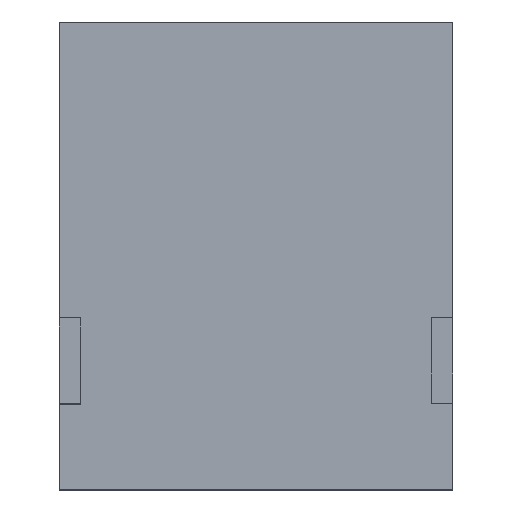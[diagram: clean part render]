
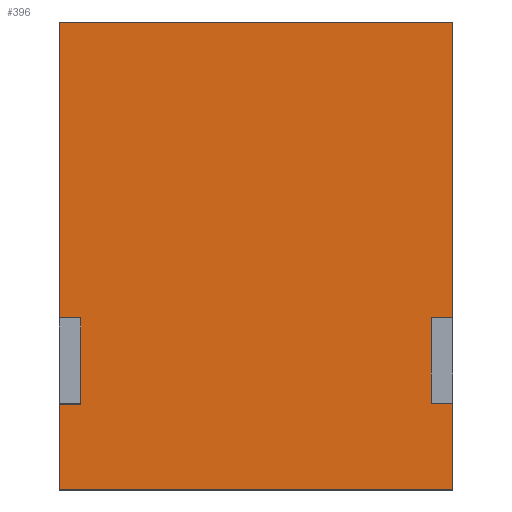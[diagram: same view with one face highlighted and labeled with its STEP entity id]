
A CAD part, top view. The second image highlights one B-rep face of the part: STEP entity #396.
In plain terms, the highlighted planar face has unit normal (0, 0, 1).
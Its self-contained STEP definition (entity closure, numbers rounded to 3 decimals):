
#32=FACE_OUTER_BOUND('',#54,.T.);
#54=EDGE_LOOP('',(#291,#292,#293,#294,#295,#296,#297,#298,#299,#300,#301,
#302));
#87=LINE('',#585,#137);
#89=LINE('',#589,#139);
#90=LINE('',#591,#140);
#91=LINE('',#593,#141);
#92=LINE('',#595,#142);
#93=LINE('',#597,#143);
#94=LINE('',#599,#144);
#95=LINE('',#601,#145);
#96=LINE('',#603,#146);
#97=LINE('',#605,#147);
#98=LINE('',#607,#148);
#99=LINE('',#608,#149);
#137=VECTOR('',#478,10.);
#139=VECTOR('',#482,10.);
#140=VECTOR('',#483,10.);
#141=VECTOR('',#484,10.);
#142=VECTOR('',#485,10.);
#143=VECTOR('',#486,10.);
#144=VECTOR('',#487,10.);
#145=VECTOR('',#488,10.);
#146=VECTOR('',#489,10.);
#147=VECTOR('',#490,10.);
#148=VECTOR('',#491,10.);
#149=VECTOR('',#492,10.);
#183=VERTEX_POINT('',#582);
#184=VERTEX_POINT('',#584);
#185=VERTEX_POINT('',#588);
#186=VERTEX_POINT('',#590);
#187=VERTEX_POINT('',#592);
#188=VERTEX_POINT('',#594);
#189=VERTEX_POINT('',#596);
#190=VERTEX_POINT('',#598);
#191=VERTEX_POINT('',#600);
#192=VERTEX_POINT('',#602);
#193=VERTEX_POINT('',#604);
#194=VERTEX_POINT('',#606);
#223=EDGE_CURVE('',#184,#183,#87,.T.);
#225=EDGE_CURVE('',#183,#185,#89,.T.);
#226=EDGE_CURVE('',#185,#186,#90,.T.);
#227=EDGE_CURVE('',#186,#187,#91,.T.);
#228=EDGE_CURVE('',#187,#188,#92,.T.);
#229=EDGE_CURVE('',#188,#189,#93,.T.);
#230=EDGE_CURVE('',#189,#190,#94,.T.);
#231=EDGE_CURVE('',#190,#191,#95,.T.);
#232=EDGE_CURVE('',#191,#192,#96,.T.);
#233=EDGE_CURVE('',#192,#193,#97,.T.);
#234=EDGE_CURVE('',#193,#194,#98,.T.);
#235=EDGE_CURVE('',#194,#184,#99,.T.);
#291=ORIENTED_EDGE('',*,*,#223,.T.);
#292=ORIENTED_EDGE('',*,*,#225,.T.);
#293=ORIENTED_EDGE('',*,*,#226,.T.);
#294=ORIENTED_EDGE('',*,*,#227,.T.);
#295=ORIENTED_EDGE('',*,*,#228,.T.);
#296=ORIENTED_EDGE('',*,*,#229,.T.);
#297=ORIENTED_EDGE('',*,*,#230,.T.);
#298=ORIENTED_EDGE('',*,*,#231,.T.);
#299=ORIENTED_EDGE('',*,*,#232,.T.);
#300=ORIENTED_EDGE('',*,*,#233,.T.);
#301=ORIENTED_EDGE('',*,*,#234,.T.);
#302=ORIENTED_EDGE('',*,*,#235,.T.);
#377=PLANE('',#431);
#396=ADVANCED_FACE('',(#32),#377,.T.);
#431=AXIS2_PLACEMENT_3D('',#587,#480,#481);
#478=DIRECTION('',(-1.,0.,0.));
#480=DIRECTION('center_axis',(0.,0.,1.));
#481=DIRECTION('ref_axis',(1.,0.,0.));
#482=DIRECTION('',(0.,-1.,0.));
#483=DIRECTION('',(1.,0.,0.));
#484=DIRECTION('',(0.,-1.,0.));
#485=DIRECTION('',(-1.,0.,0.));
#486=DIRECTION('',(0.,-1.,0.));
#487=DIRECTION('',(1.,0.,0.));
#488=DIRECTION('',(0.,1.,0.));
#489=DIRECTION('',(-1.,0.,0.));
#490=DIRECTION('',(0.,1.,0.));
#491=DIRECTION('',(1.,0.,0.));
#492=DIRECTION('',(0.,1.,0.));
#582=CARTESIAN_POINT('',(5.342,468.84,179.783));
#584=CARTESIAN_POINT('',(96.942,468.84,179.783));
#585=CARTESIAN_POINT('',(74.042,468.84,179.783));
#587=CARTESIAN_POINT('Origin',(51.142,462.497,179.783));
#588=CARTESIAN_POINT('',(5.342,399.984,179.783));
#589=CARTESIAN_POINT('',(5.342,574.994,179.783));
#590=CARTESIAN_POINT('',(10.342,399.984,179.783));
#591=CARTESIAN_POINT('',(30.742,399.984,179.783));
#592=CARTESIAN_POINT('',(10.342,379.984,179.783));
#593=CARTESIAN_POINT('',(10.342,421.24,179.783));
#594=CARTESIAN_POINT('',(5.342,379.984,179.783));
#595=CARTESIAN_POINT('',(28.242,379.984,179.783));
#596=CARTESIAN_POINT('',(5.342,360.,179.783));
#597=CARTESIAN_POINT('',(5.342,574.994,179.783));
#598=CARTESIAN_POINT('',(96.942,360.,179.783));
#599=CARTESIAN_POINT('',(28.242,360.,179.783));
#600=CARTESIAN_POINT('',(96.942,380.112,179.783));
#601=CARTESIAN_POINT('',(96.942,350.,179.783));
#602=CARTESIAN_POINT('',(91.942,380.112,179.783));
#603=CARTESIAN_POINT('',(71.542,380.112,179.783));
#604=CARTESIAN_POINT('',(91.942,400.112,179.783));
#605=CARTESIAN_POINT('',(91.942,431.305,179.783));
#606=CARTESIAN_POINT('',(96.942,400.112,179.783));
#607=CARTESIAN_POINT('',(74.042,400.112,179.783));
#608=CARTESIAN_POINT('',(96.942,350.,179.783));
